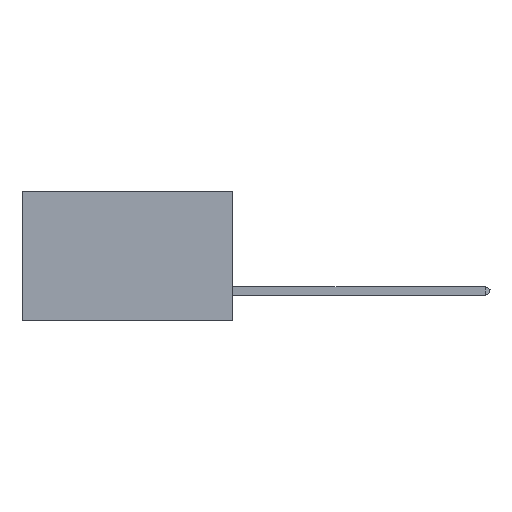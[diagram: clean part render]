
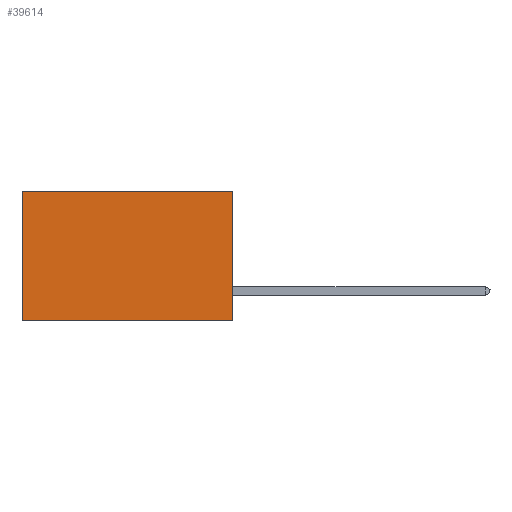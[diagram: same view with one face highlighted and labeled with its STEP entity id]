
A CAD part, left-side view. The second image highlights one B-rep face of the part: STEP entity #39614.
In plain terms, the highlighted planar face has unit normal (-1, 0, 0).
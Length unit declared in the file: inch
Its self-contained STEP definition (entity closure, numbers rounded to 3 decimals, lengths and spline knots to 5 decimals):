
#765 = CARTESIAN_POINT ( 'NONE',  ( 0.2875, 0.6, 0. ) ) ;
#844 = LINE ( 'NONE', #35173, #20791 ) ;
#1013 = EDGE_CURVE ( 'NONE', #8853, #39992, #24264, .T. ) ;
#3063 = CARTESIAN_POINT ( 'NONE',  ( 0.2875, 0., -0.37 ) ) ;
#5408 = DIRECTION ( 'NONE',  ( 1., 0., 0. ) ) ;
#6949 = EDGE_CURVE ( 'NONE', #8853, #30621, #844, .T. ) ;
#8413 = CARTESIAN_POINT ( 'NONE',  ( 0.2875, 0.6, 0. ) ) ;
#8853 = VERTEX_POINT ( 'NONE', #16739 ) ;
#8959 = DIRECTION ( 'NONE',  ( 0., 1., 0. ) ) ;
#9320 = AXIS2_PLACEMENT_3D ( 'NONE', #24367, #5408, #12373 ) ;
#9516 = VERTEX_POINT ( 'NONE', #34285 ) ;
#12087 = LINE ( 'NONE', #30005, #29345 ) ;
#12373 = DIRECTION ( 'NONE',  ( 0., 0., -1. ) ) ;
#14281 = ORIENTED_EDGE ( 'NONE', *, *, #1013, .F. ) ;
#15032 = EDGE_CURVE ( 'NONE', #30621, #9516, #37869, .T. ) ;
#15642 = EDGE_CURVE ( 'NONE', #39992, #9516, #12087, .T. ) ;
#16739 = CARTESIAN_POINT ( 'NONE',  ( 0.2875, 0., 0. ) ) ;
#18998 = FACE_OUTER_BOUND ( 'NONE', #28428, .T. ) ;
#20791 = VECTOR ( 'NONE', #25359, 39.37008 ) ;
#22670 = ORIENTED_EDGE ( 'NONE', *, *, #15032, .T. ) ;
#22862 = DIRECTION ( 'NONE',  ( 0., 0., -1. ) ) ;
#24264 = LINE ( 'NONE', #26069, #32152 ) ;
#24367 = CARTESIAN_POINT ( 'NONE',  ( 0.2875, 0., 0. ) ) ;
#24788 = PLANE ( 'NONE',  #9320 ) ;
#25359 = DIRECTION ( 'NONE',  ( 0., 1., 0. ) ) ;
#26069 = CARTESIAN_POINT ( 'NONE',  ( 0.2875, 0., 0. ) ) ;
#26402 = ORIENTED_EDGE ( 'NONE', *, *, #15642, .F. ) ;
#28428 = EDGE_LOOP ( 'NONE', ( #22670, #26402, #14281, #33323 ) ) ;
#29345 = VECTOR ( 'NONE', #8959, 39.37008 ) ;
#29389 = VECTOR ( 'NONE', #30588, 39.37008 ) ;
#30005 = CARTESIAN_POINT ( 'NONE',  ( 0.2875, 0., -0.37 ) ) ;
#30588 = DIRECTION ( 'NONE',  ( 0., 0., -1. ) ) ;
#30621 = VERTEX_POINT ( 'NONE', #765 ) ;
#32152 = VECTOR ( 'NONE', #22862, 39.37008 ) ;
#33323 = ORIENTED_EDGE ( 'NONE', *, *, #6949, .T. ) ;
#34285 = CARTESIAN_POINT ( 'NONE',  ( 0.2875, 0.6, -0.37 ) ) ;
#35173 = CARTESIAN_POINT ( 'NONE',  ( 0.2875, 0., 0. ) ) ;
#37869 = LINE ( 'NONE', #8413, #29389 ) ;
#39614 = ADVANCED_FACE ( 'NONE', ( #18998 ), #24788, .F. ) ;
#39992 = VERTEX_POINT ( 'NONE', #3063 ) ;
